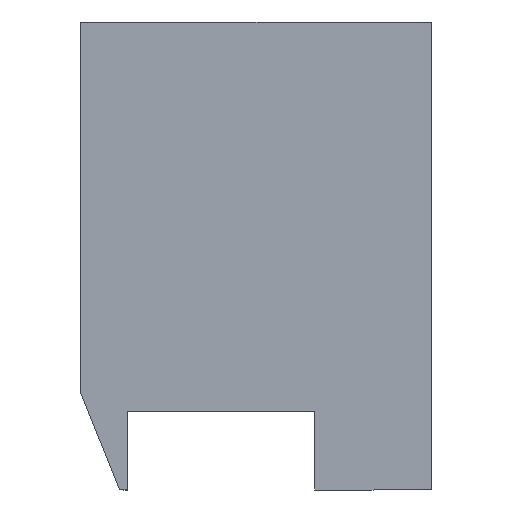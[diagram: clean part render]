
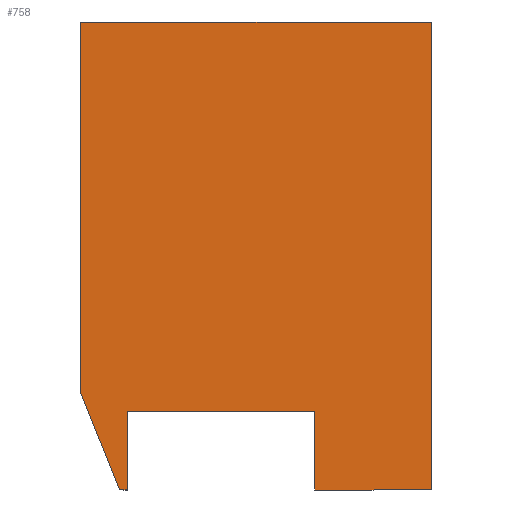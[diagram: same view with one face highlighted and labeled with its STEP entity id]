
A CAD part, left-side view. The second image highlights one B-rep face of the part: STEP entity #758.
In plain terms, the highlighted planar face has unit normal (-1, 0, 0).
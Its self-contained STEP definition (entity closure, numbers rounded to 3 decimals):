
#7 = VECTOR ( 'NONE', #156, 1000. ) ;
#14 = LINE ( 'NONE', #469, #7 ) ;
#27 = DIRECTION ( 'NONE',  ( 0., 0., 1. ) ) ;
#41 = LINE ( 'NONE', #940, #211 ) ;
#53 = VECTOR ( 'NONE', #541, 1000. ) ;
#62 = EDGE_CURVE ( 'NONE', #151, #235, #14, .T. ) ;
#73 = EDGE_CURVE ( 'NONE', #941, #592, #907, .T. ) ;
#79 = CARTESIAN_POINT ( 'NONE',  ( -12.5, 3., -12.762 ) ) ;
#93 = EDGE_CURVE ( 'NONE', #630, #887, #833, .T. ) ;
#129 = EDGE_LOOP ( 'NONE', ( #626, #516, #426, #835, #296, #690, #246, #509, #145 ) ) ;
#145 = ORIENTED_EDGE ( 'NONE', *, *, #62, .F. ) ;
#151 = VERTEX_POINT ( 'NONE', #477 ) ;
#155 = CARTESIAN_POINT ( 'NONE',  ( -12.5, 3., -5. ) ) ;
#156 = DIRECTION ( 'NONE',  ( 0., -1., 0. ) ) ;
#157 = FACE_OUTER_BOUND ( 'NONE', #129, .T. ) ;
#166 = LINE ( 'NONE', #472, #53 ) ;
#168 = EDGE_CURVE ( 'NONE', #630, #151, #41, .T. ) ;
#178 = LINE ( 'NONE', #782, #351 ) ;
#211 = VECTOR ( 'NONE', #408, 1000. ) ;
#219 = PLANE ( 'NONE',  #367 ) ;
#225 = VECTOR ( 'NONE', #908, 1000. ) ;
#228 = DIRECTION ( 'NONE',  ( 0., 0., -1. ) ) ;
#235 = VERTEX_POINT ( 'NONE', #556 ) ;
#238 = LINE ( 'NONE', #771, #449 ) ;
#246 = ORIENTED_EDGE ( 'NONE', *, *, #848, .T. ) ;
#251 = VERTEX_POINT ( 'NONE', #777 ) ;
#296 = ORIENTED_EDGE ( 'NONE', *, *, #588, .T. ) ;
#313 = CARTESIAN_POINT ( 'NONE',  ( -12.5, 9., -2.5 ) ) ;
#325 = CARTESIAN_POINT ( 'NONE',  ( -12.5, 7.8, -3. ) ) ;
#351 = VECTOR ( 'NONE', #27, 1000. ) ;
#352 = VECTOR ( 'NONE', #444, 1000. ) ;
#367 = AXIS2_PLACEMENT_3D ( 'NONE', #821, #652, #534 ) ;
#408 = DIRECTION ( 'NONE',  ( 0., 0., 1. ) ) ;
#419 = VECTOR ( 'NONE', #533, 1000. ) ;
#426 = ORIENTED_EDGE ( 'NONE', *, *, #957, .T. ) ;
#434 = CARTESIAN_POINT ( 'NONE',  ( -12.5, 0., -5. ) ) ;
#442 = EDGE_CURVE ( 'NONE', #251, #235, #804, .T. ) ;
#444 = DIRECTION ( 'NONE',  ( 0., 0., 1. ) ) ;
#449 = VECTOR ( 'NONE', #702, 1000. ) ;
#469 = CARTESIAN_POINT ( 'NONE',  ( -12.5, 9., 7. ) ) ;
#472 = CARTESIAN_POINT ( 'NONE',  ( -12.5, 7.8, -3. ) ) ;
#477 = CARTESIAN_POINT ( 'NONE',  ( -12.5, 9., 7. ) ) ;
#485 = CARTESIAN_POINT ( 'NONE',  ( -12.5, 8., -5. ) ) ;
#509 = ORIENTED_EDGE ( 'NONE', *, *, #442, .T. ) ;
#516 = ORIENTED_EDGE ( 'NONE', *, *, #93, .T. ) ;
#533 = DIRECTION ( 'NONE',  ( 0., -0.371, -0.928 ) ) ;
#534 = DIRECTION ( 'NONE',  ( 0., 0., -1. ) ) ;
#541 = DIRECTION ( 'NONE',  ( 0., -1., 0. ) ) ;
#547 = VECTOR ( 'NONE', #228, 1000. ) ;
#556 = CARTESIAN_POINT ( 'NONE',  ( -12.5, 0., 7. ) ) ;
#557 = LINE ( 'NONE', #855, #225 ) ;
#560 = VERTEX_POINT ( 'NONE', #823 ) ;
#564 = CARTESIAN_POINT ( 'NONE',  ( -12.5, 9., -2.5 ) ) ;
#588 = EDGE_CURVE ( 'NONE', #662, #941, #166, .T. ) ;
#592 = VERTEX_POINT ( 'NONE', #155 ) ;
#626 = ORIENTED_EDGE ( 'NONE', *, *, #168, .F. ) ;
#630 = VERTEX_POINT ( 'NONE', #564 ) ;
#652 = DIRECTION ( 'NONE',  ( 1., 0., 0. ) ) ;
#662 = VERTEX_POINT ( 'NONE', #325 ) ;
#690 = ORIENTED_EDGE ( 'NONE', *, *, #73, .T. ) ;
#702 = DIRECTION ( 'NONE',  ( 0., -1., 0. ) ) ;
#712 = EDGE_CURVE ( 'NONE', #560, #662, #178, .T. ) ;
#758 = ADVANCED_FACE ( 'NONE', ( #157 ), #219, .F. ) ;
#771 = CARTESIAN_POINT ( 'NONE',  ( -12.5, 9., -5. ) ) ;
#777 = CARTESIAN_POINT ( 'NONE',  ( -12.5, 0., -5. ) ) ;
#782 = CARTESIAN_POINT ( 'NONE',  ( -12.5, 7.8, -12.762 ) ) ;
#804 = LINE ( 'NONE', #434, #352 ) ;
#821 = CARTESIAN_POINT ( 'NONE',  ( -12.5, 9., -5. ) ) ;
#823 = CARTESIAN_POINT ( 'NONE',  ( -12.5, 7.8, -5. ) ) ;
#833 = LINE ( 'NONE', #313, #419 ) ;
#835 = ORIENTED_EDGE ( 'NONE', *, *, #712, .T. ) ;
#848 = EDGE_CURVE ( 'NONE', #592, #251, #557, .T. ) ;
#855 = CARTESIAN_POINT ( 'NONE',  ( -12.5, 9., -5. ) ) ;
#887 = VERTEX_POINT ( 'NONE', #485 ) ;
#907 = LINE ( 'NONE', #79, #547 ) ;
#908 = DIRECTION ( 'NONE',  ( 0., -1., 0. ) ) ;
#919 = CARTESIAN_POINT ( 'NONE',  ( -12.5, 3., -3. ) ) ;
#940 = CARTESIAN_POINT ( 'NONE',  ( -12.5, 9., -5. ) ) ;
#941 = VERTEX_POINT ( 'NONE', #919 ) ;
#957 = EDGE_CURVE ( 'NONE', #887, #560, #238, .T. ) ;
